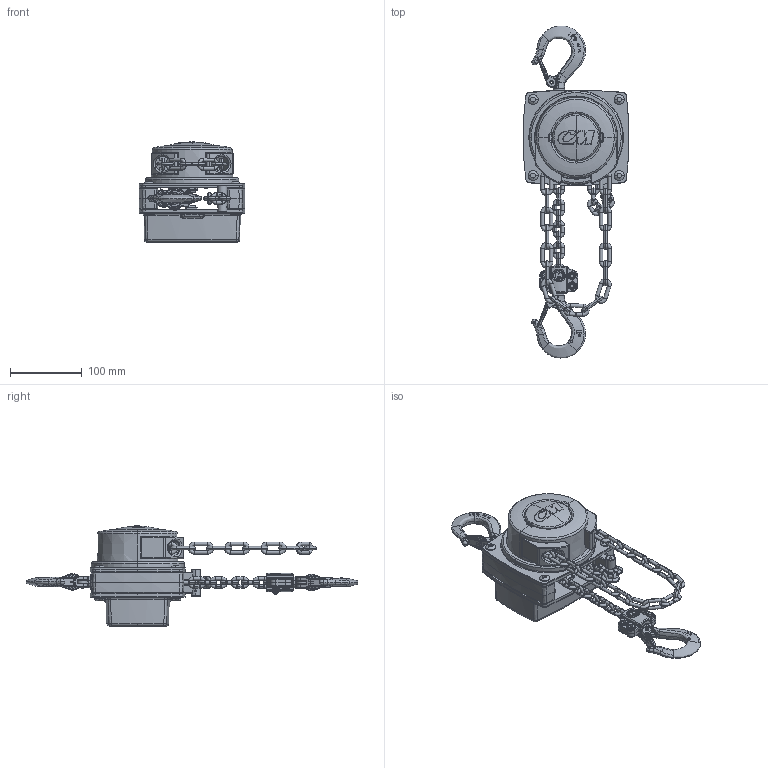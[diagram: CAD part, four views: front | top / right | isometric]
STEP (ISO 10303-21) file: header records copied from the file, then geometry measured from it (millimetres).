
FILE_DESCRIPTION (( 'STEP AP203' ), '1' );
FILE_NAME ('YL III 0,5t.STEP', '2011-10-06T09:32:17', ( 'Yale Industrial Products GmbH' ), ( 'Yale Industrial Products GmbH' ), 'SwSTEP 2.0', 'SolidWorks 2010', '' );
FILE_SCHEMA (( 'CONFIG_CONTROL_DESIGN' ));
Length unit declared in the file: millimetre
Products named in the file (1): YL III 0,5t
Bounding box: 147.55 x 462.57 x 139.5 mm (x, y, z)
Surface area: 271750.8 mm2 (no closed solid volume)
Topology: 0 solids, 148 shells, 2197 faces, 6976 edges, 4701 vertices
Faces by surface type: cylinder 656, torus 498, bspline 437, plane 386, cone 130, sphere 90
Entity records: 113795 total; most frequent: CARTESIAN_POINT 57614, DIRECTION 11424, ORIENTED_EDGE 11115, EDGE_CURVE 6856, AXIS2_PLACEMENT_3D 4795, VERTEX_POINT 4650, CIRCLE 3034, EDGE_LOOP 2409
